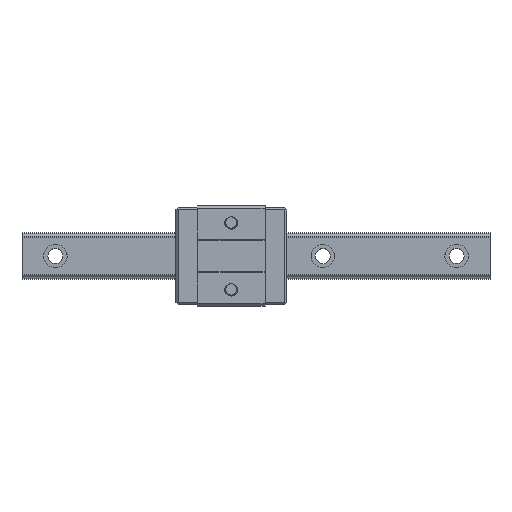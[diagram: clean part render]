
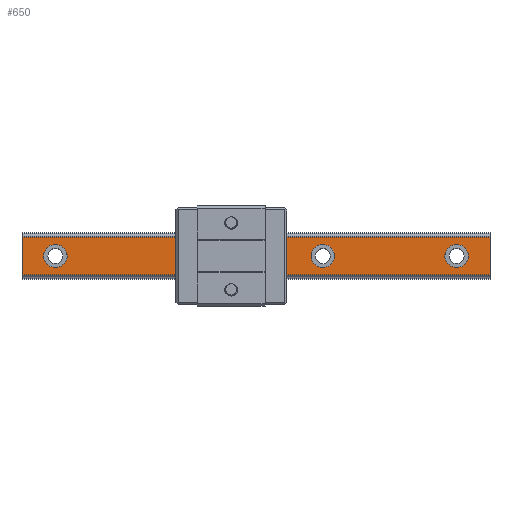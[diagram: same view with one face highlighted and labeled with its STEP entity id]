
A CAD part, top view. The second image highlights one B-rep face of the part: STEP entity #650.
In plain terms, the highlighted planar face has unit normal (0, 0, 1).
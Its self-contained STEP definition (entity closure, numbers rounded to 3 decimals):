
#116=FACE_BOUND('',#982,.T.);
#117=FACE_BOUND('',#983,.T.);
#118=FACE_BOUND('',#984,.T.);
#119=FACE_BOUND('',#985,.T.);
#120=FACE_BOUND('',#986,.T.);
#198=PLANE('',#2985);
#305=LINE('',#4136,#478);
#306=LINE('',#4146,#479);
#307=LINE('',#4148,#480);
#308=LINE('',#4150,#481);
#478=VECTOR('',#3338,1.);
#479=VECTOR('',#3349,1.);
#480=VECTOR('',#3350,1.);
#481=VECTOR('',#3351,1.);
#650=ADVANCED_FACE('',(#116,#117,#118,#119,#120),#198,.T.);
#982=EDGE_LOOP('',(#1385));
#983=EDGE_LOOP('',(#1386));
#984=EDGE_LOOP('',(#1387));
#985=EDGE_LOOP('',(#1388));
#986=EDGE_LOOP('',(#1389,#1390,#1391,#1392));
#1385=ORIENTED_EDGE('',*,*,#2482,.T.);
#1386=ORIENTED_EDGE('',*,*,#2483,.T.);
#1387=ORIENTED_EDGE('',*,*,#2484,.T.);
#1388=ORIENTED_EDGE('',*,*,#2485,.T.);
#1389=ORIENTED_EDGE('',*,*,#2486,.F.);
#1390=ORIENTED_EDGE('',*,*,#2481,.F.);
#1391=ORIENTED_EDGE('',*,*,#2487,.T.);
#1392=ORIENTED_EDGE('',*,*,#2488,.T.);
#2149=VERTEX_POINT('',#4133);
#2150=VERTEX_POINT('',#4135);
#2151=VERTEX_POINT('',#4139);
#2152=VERTEX_POINT('',#4141);
#2153=VERTEX_POINT('',#4143);
#2154=VERTEX_POINT('',#4145);
#2155=VERTEX_POINT('',#4147);
#2156=VERTEX_POINT('',#4149);
#2481=EDGE_CURVE('',#2150,#2149,#305,.T.);
#2482=EDGE_CURVE('',#2151,#2151,#2837,.T.);
#2483=EDGE_CURVE('',#2152,#2152,#2838,.T.);
#2484=EDGE_CURVE('',#2153,#2153,#2839,.T.);
#2485=EDGE_CURVE('',#2154,#2154,#2840,.T.);
#2486=EDGE_CURVE('',#2149,#2155,#306,.T.);
#2487=EDGE_CURVE('',#2150,#2156,#307,.T.);
#2488=EDGE_CURVE('',#2156,#2155,#308,.T.);
#2837=CIRCLE('',#2981,7.);
#2838=CIRCLE('',#2982,7.);
#2839=CIRCLE('',#2983,7.);
#2840=CIRCLE('',#2984,7.);
#2981=AXIS2_PLACEMENT_3D('',#4138,#3341,#3342);
#2982=AXIS2_PLACEMENT_3D('',#4140,#3343,#3344);
#2983=AXIS2_PLACEMENT_3D('',#4142,#3345,#3346);
#2984=AXIS2_PLACEMENT_3D('',#4144,#3347,#3348);
#2985=AXIS2_PLACEMENT_3D('',#4151,#3352,#3353);
#3338=DIRECTION('',(-1.,0.,0.));
#3341=DIRECTION('',(0.,0.,-1.));
#3342=DIRECTION('',(-1.,0.,0.));
#3343=DIRECTION('',(0.,0.,-1.));
#3344=DIRECTION('',(-1.,0.,0.));
#3345=DIRECTION('',(0.,0.,-1.));
#3346=DIRECTION('',(-1.,0.,0.));
#3347=DIRECTION('',(0.,0.,-1.));
#3348=DIRECTION('',(-1.,0.,0.));
#3349=DIRECTION('',(0.,1.,0.));
#3350=DIRECTION('',(0.,1.,0.));
#3351=DIRECTION('',(-1.,0.,0.));
#3352=DIRECTION('',(0.,0.,1.));
#3353=DIRECTION('',(1.,0.,0.));
#4133=CARTESIAN_POINT('',(286.838,-1033.311,23.));
#4135=CARTESIAN_POINT('',(566.838,-1033.311,23.));
#4136=CARTESIAN_POINT('',(511.838,-1033.311,23.));
#4138=CARTESIAN_POINT('',(546.838,-1022.167,23.));
#4139=CARTESIAN_POINT('',(539.838,-1022.167,23.));
#4140=CARTESIAN_POINT('',(466.838,-1022.167,23.));
#4141=CARTESIAN_POINT('',(459.838,-1022.167,23.));
#4142=CARTESIAN_POINT('',(386.838,-1022.167,23.));
#4143=CARTESIAN_POINT('',(379.838,-1022.167,23.));
#4144=CARTESIAN_POINT('',(306.838,-1022.167,23.));
#4145=CARTESIAN_POINT('',(299.838,-1022.167,23.));
#4146=CARTESIAN_POINT('',(286.838,-1033.311,23.));
#4147=CARTESIAN_POINT('',(286.838,-1011.022,23.));
#4148=CARTESIAN_POINT('',(566.838,-1033.311,23.));
#4149=CARTESIAN_POINT('',(566.838,-1011.022,23.));
#4150=CARTESIAN_POINT('',(511.838,-1011.022,23.));
#4151=CARTESIAN_POINT('',(511.838,-1033.311,23.));
